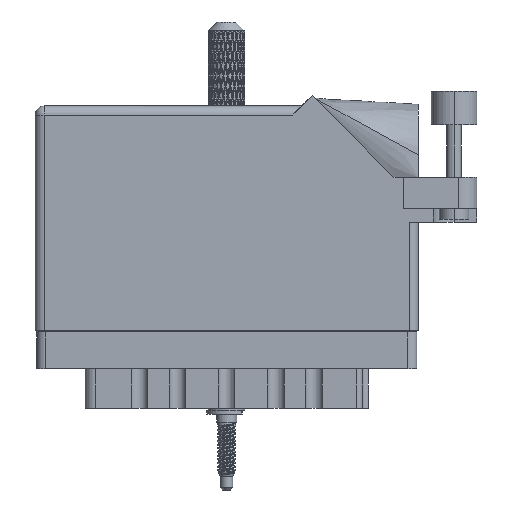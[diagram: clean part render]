
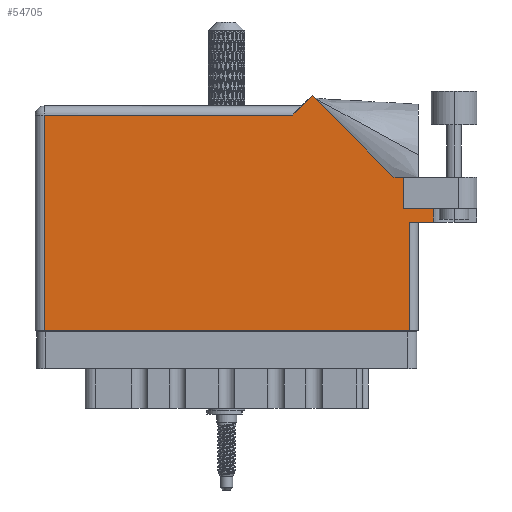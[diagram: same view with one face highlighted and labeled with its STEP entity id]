
A CAD part, front view. The second image highlights one B-rep face of the part: STEP entity #54705.
In plain terms, the highlighted face is planar.
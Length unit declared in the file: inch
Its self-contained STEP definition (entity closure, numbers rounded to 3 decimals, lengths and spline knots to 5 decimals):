
#1622 = ORIENTED_EDGE ( 'NONE', *, *, #11308, .T. ) ;
#2114 = EDGE_CURVE ( 'NONE', #93603, #105430, #90674, .T. ) ;
#2646 = VECTOR ( 'NONE', #4340, 39.37008 ) ;
#4340 = DIRECTION ( 'NONE',  ( 0., -1., 0. ) ) ;
#7138 = VECTOR ( 'NONE', #100150, 39.37008 ) ;
#9215 = CARTESIAN_POINT ( 'NONE',  ( 0.062, 0., 0. ) ) ;
#9934 = ORIENTED_EDGE ( 'NONE', *, *, #2114, .T. ) ;
#11308 = EDGE_CURVE ( 'NONE', #113496, #18689, #15225, .T. ) ;
#12068 = VECTOR ( 'NONE', #19255, 39.37008 ) ;
#13227 = CARTESIAN_POINT ( 'NONE',  ( 0., 0., 0. ) ) ;
#14142 = CARTESIAN_POINT ( 'NONE',  ( 0., 1.53, 0. ) ) ;
#14523 = DIRECTION ( 'NONE',  ( 1., 0., 0. ) ) ;
#14739 = EDGE_LOOP ( 'NONE', ( #75807, #72563, #98279, #91276, #95251, #1622, #49953, #9934, #42172, #37634, #26757 ) ) ;
#15225 = LINE ( 'NONE', #78830, #110596 ) ;
#18689 = VERTEX_POINT ( 'NONE', #36017 ) ;
#19255 = DIRECTION ( 'NONE',  ( 0., -1., 0. ) ) ;
#20789 = VECTOR ( 'NONE', #64314, 39.37008 ) ;
#22753 = DIRECTION ( 'NONE',  ( -1., 0., 0. ) ) ;
#23034 = CARTESIAN_POINT ( 'NONE',  ( 3.012, 1.044, 0. ) ) ;
#23285 = EDGE_CURVE ( 'NONE', #32489, #64399, #77747, .T. ) ;
#24040 = EDGE_CURVE ( 'NONE', #74342, #32354, #69061, .T. ) ;
#26757 = ORIENTED_EDGE ( 'NONE', *, *, #103483, .T. ) ;
#31512 = DIRECTION ( 'NONE',  ( -0.707, 0.707, 0. ) ) ;
#31782 = LINE ( 'NONE', #35538, #7138 ) ;
#32354 = VERTEX_POINT ( 'NONE', #92002 ) ;
#32489 = VERTEX_POINT ( 'NONE', #86333 ) ;
#32830 = CARTESIAN_POINT ( 'NONE',  ( 0., 1.468, 0. ) ) ;
#33147 = VECTOR ( 'NONE', #87670, 39.37008 ) ;
#34357 = LINE ( 'NONE', #77506, #90708 ) ;
#34780 = CARTESIAN_POINT ( 'NONE',  ( 2.44642, 1.044, 0. ) ) ;
#35538 = CARTESIAN_POINT ( 'NONE',  ( 2.512, 0.831, 0. ) ) ;
#36017 = CARTESIAN_POINT ( 'NONE',  ( 2.512, 1.044, 0. ) ) ;
#37174 = VECTOR ( 'NONE', #14523, 39.37008 ) ;
#37309 = EDGE_CURVE ( 'NONE', #113496, #42284, #31782, .T. ) ;
#37479 = LINE ( 'NONE', #23034, #33147 ) ;
#37634 = ORIENTED_EDGE ( 'NONE', *, *, #90791, .T. ) ;
#40136 = VECTOR ( 'NONE', #31512, 39.37008 ) ;
#42172 = ORIENTED_EDGE ( 'NONE', *, *, #43695, .T. ) ;
#42284 = VERTEX_POINT ( 'NONE', #105507 ) ;
#43695 = EDGE_CURVE ( 'NONE', #105430, #45703, #45402, .T. ) ;
#45402 = LINE ( 'NONE', #119541, #20789 ) ;
#45703 = VERTEX_POINT ( 'NONE', #77988 ) ;
#49681 = FACE_OUTER_BOUND ( 'NONE', #14739, .T. ) ;
#49953 = ORIENTED_EDGE ( 'NONE', *, *, #60515, .T. ) ;
#50924 = EDGE_CURVE ( 'NONE', #42284, #32354, #64818, .T. ) ;
#54705 = ADVANCED_FACE ( 'NONE', ( #49681 ), #79255, .F. ) ;
#55036 = VERTEX_POINT ( 'NONE', #74350 ) ;
#57400 = CARTESIAN_POINT ( 'NONE',  ( 2.44642, 1.044, 0. ) ) ;
#58837 = AXIS2_PLACEMENT_3D ( 'NONE', #14142, #78844, #88092 ) ;
#60493 = DIRECTION ( 'NONE',  ( 0., 1., 0. ) ) ;
#60515 = EDGE_CURVE ( 'NONE', #18689, #93603, #37479, .T. ) ;
#64314 = DIRECTION ( 'NONE',  ( -0.707, -0.707, 0. ) ) ;
#64399 = VERTEX_POINT ( 'NONE', #102046 ) ;
#64818 = LINE ( 'NONE', #79114, #2646 ) ;
#69061 = LINE ( 'NONE', #79237, #37174 ) ;
#71473 = CARTESIAN_POINT ( 'NONE',  ( 2.512, 0.831, 0. ) ) ;
#72563 = ORIENTED_EDGE ( 'NONE', *, *, #74160, .T. ) ;
#74160 = EDGE_CURVE ( 'NONE', #64399, #74342, #34357, .T. ) ;
#74342 = VERTEX_POINT ( 'NONE', #110032 ) ;
#74350 = CARTESIAN_POINT ( 'NONE',  ( 0.062, 1.468, 0. ) ) ;
#75807 = ORIENTED_EDGE ( 'NONE', *, *, #23285, .T. ) ;
#77506 = CARTESIAN_POINT ( 'NONE',  ( 2.55, 0.737, 0. ) ) ;
#77747 = LINE ( 'NONE', #13227, #109517 ) ;
#77988 = CARTESIAN_POINT ( 'NONE',  ( 1.757, 1.468, 0. ) ) ;
#78830 = CARTESIAN_POINT ( 'NONE',  ( 2.512, 0.831, 0. ) ) ;
#78844 = DIRECTION ( 'NONE',  ( 0., 0., -1. ) ) ;
#79114 = CARTESIAN_POINT ( 'NONE',  ( 2.7135, 1.16177, 0. ) ) ;
#79237 = CARTESIAN_POINT ( 'NONE',  ( 2.612, 0.737, 0. ) ) ;
#79255 = PLANE ( 'NONE',  #58837 ) ;
#86333 = CARTESIAN_POINT ( 'NONE',  ( 0.062, 0., 0. ) ) ;
#87670 = DIRECTION ( 'NONE',  ( -1., 0., 0. ) ) ;
#88092 = DIRECTION ( 'NONE',  ( -1., 0., 0. ) ) ;
#90674 = LINE ( 'NONE', #57400, #40136 ) ;
#90708 = VECTOR ( 'NONE', #60493, 39.37008 ) ;
#90791 = EDGE_CURVE ( 'NONE', #45703, #55036, #109706, .T. ) ;
#91276 = ORIENTED_EDGE ( 'NONE', *, *, #50924, .F. ) ;
#92002 = CARTESIAN_POINT ( 'NONE',  ( 2.7135, 0.737, 0. ) ) ;
#93603 = VERTEX_POINT ( 'NONE', #34780 ) ;
#95251 = ORIENTED_EDGE ( 'NONE', *, *, #37309, .F. ) ;
#95391 = VECTOR ( 'NONE', #22753, 39.37008 ) ;
#98279 = ORIENTED_EDGE ( 'NONE', *, *, #24040, .T. ) ;
#100150 = DIRECTION ( 'NONE',  ( 1., 0., 0. ) ) ;
#102046 = CARTESIAN_POINT ( 'NONE',  ( 2.55, 0., 0. ) ) ;
#103483 = EDGE_CURVE ( 'NONE', #55036, #32489, #113203, .T. ) ;
#103533 = CARTESIAN_POINT ( 'NONE',  ( 1.88971, 1.60071, 0. ) ) ;
#104543 = DIRECTION ( 'NONE',  ( 1., 0., 0. ) ) ;
#105430 = VERTEX_POINT ( 'NONE', #103533 ) ;
#105507 = CARTESIAN_POINT ( 'NONE',  ( 2.7135, 0.831, 0. ) ) ;
#109517 = VECTOR ( 'NONE', #104543, 39.37008 ) ;
#109706 = LINE ( 'NONE', #32830, #95391 ) ;
#110032 = CARTESIAN_POINT ( 'NONE',  ( 2.55, 0.737, 0. ) ) ;
#110596 = VECTOR ( 'NONE', #115484, 39.37008 ) ;
#113203 = LINE ( 'NONE', #9215, #12068 ) ;
#113496 = VERTEX_POINT ( 'NONE', #71473 ) ;
#115484 = DIRECTION ( 'NONE',  ( 0., 1., 0. ) ) ;
#119541 = CARTESIAN_POINT ( 'NONE',  ( 1.819, 1.53, 0. ) ) ;
